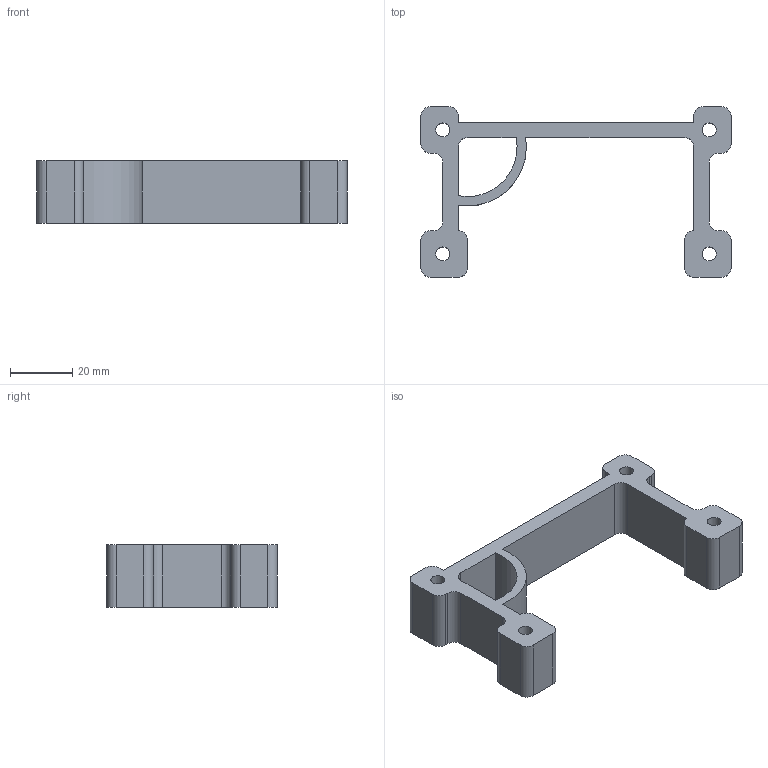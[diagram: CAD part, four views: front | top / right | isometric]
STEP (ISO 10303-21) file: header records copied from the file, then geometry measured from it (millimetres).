
FILE_DESCRIPTION(('FreeCAD Model'),'2;1');
FILE_NAME('y_tower_space_param.step','2015-03-07T17:56:53',('Author'),(''), 'Open CASCADE STEP processor 6.7','FreeCAD','Unknown');
FILE_SCHEMA(('AUTOMOTIVE_DESIGN_CC2 { 1 2 10303 214 -1 1 5 4 }'));
Length unit declared in the file: millimetre
Products named in the file (1): y_tower_space_param001
Bounding box: 100 x 55 x 20 mm (x, y, z)
Volume: 29229.8 mm3; surface area: 13757.9 mm2
Topology: 1 solids, 1 shells, 52 faces, 150 edges, 100 vertices
Faces by surface type: cylinder 26, plane 26
Full cylindrical faces by diameter (mm): 4.5 x4
Entity records: 3873 total; most frequent: CARTESIAN_POINT 915, DIRECTION 556, LINE 346, VECTOR 346, ORIENTED_EDGE 300, PCURVE 300, DEFINITIONAL_REPRESENTATION 300, EDGE_CURVE 150
